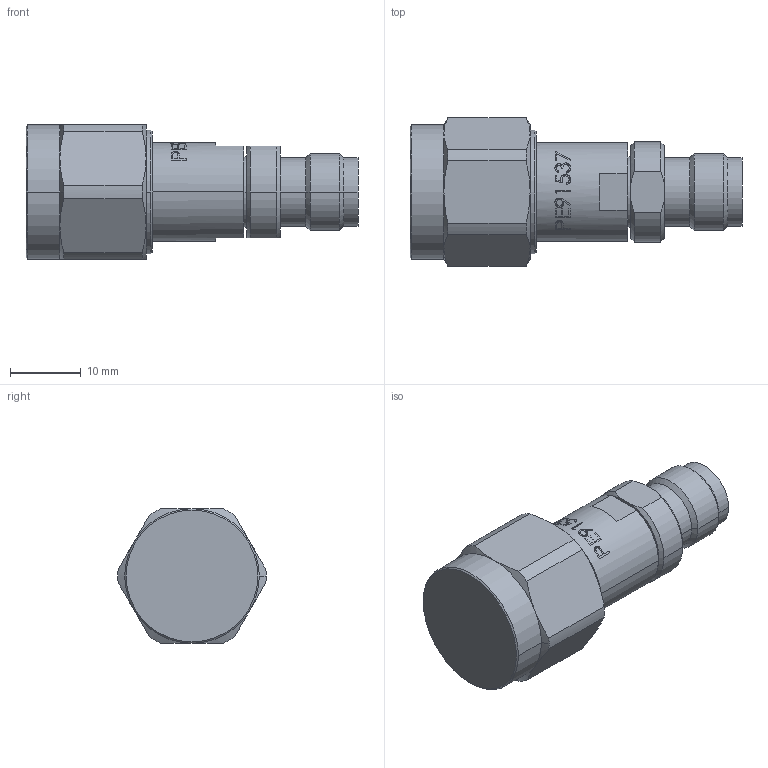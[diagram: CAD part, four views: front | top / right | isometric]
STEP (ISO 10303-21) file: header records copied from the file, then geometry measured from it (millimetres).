
FILE_DESCRIPTION (( 'STEP AP203' ), '1' );
FILE_NAME ('PE91537.STEP', '2021-05-05T11:49:21', ( '' ), ( '' ), 'SwSTEP 2.0', 'SolidWorks 2020', '' );
FILE_SCHEMA (( 'CONFIG_CONTROL_DESIGN' ));
Length unit declared in the file: millimetre
Products named in the file (1): PE91537
Bounding box: 47 x 21 x 19.05 mm (x, y, z)
Volume: 9000.9 mm3; surface area: 2992.4 mm2
Topology: 1 solids, 1 shells, 159 faces, 404 edges, 261 vertices
Faces by surface type: plane 60, bspline 37, cylinder 32, cone 30
Entity records: 6928 total; most frequent: CARTESIAN_POINT 3264, ORIENTED_EDGE 808, DIRECTION 642, EDGE_CURVE 404, VERTEX_POINT 261, AXIS2_PLACEMENT_3D 242, EDGE_LOOP 173, ADVANCED_FACE 159
